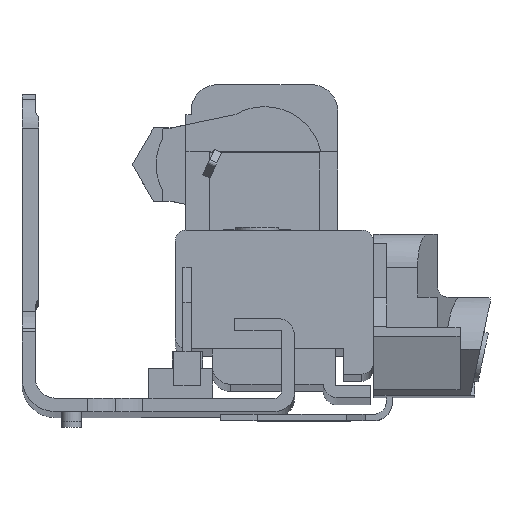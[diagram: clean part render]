
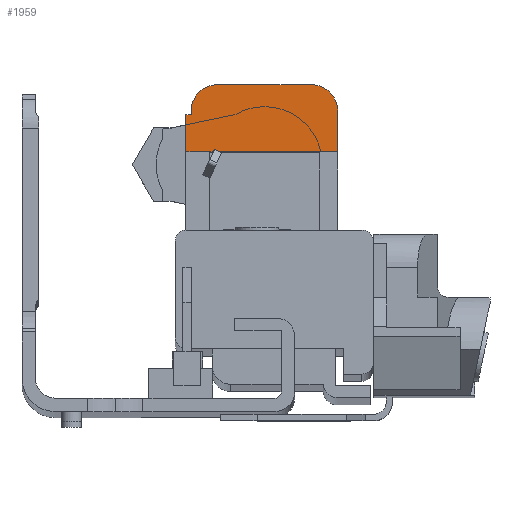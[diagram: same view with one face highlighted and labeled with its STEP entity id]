
A CAD part, top view. The second image highlights one B-rep face of the part: STEP entity #1959.
In plain terms, the highlighted planar face has unit normal (0, 0, 1).
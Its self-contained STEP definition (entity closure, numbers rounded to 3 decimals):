
#66 = DIRECTION ( 'NONE',  ( 1., 0., 0. ) ) ;
#177 = DIRECTION ( 'NONE',  ( 0., 1., 0. ) ) ;
#268 = LINE ( 'NONE', #8691, #11009 ) ;
#557 = LINE ( 'NONE', #7406, #8640 ) ;
#1209 = ORIENTED_EDGE ( 'NONE', *, *, #8548, .T. ) ;
#1699 = CARTESIAN_POINT ( 'NONE',  ( 29.355, 9.54, -607.815 ) ) ;
#1912 = VERTEX_POINT ( 'NONE', #7360 ) ;
#1942 = EDGE_CURVE ( 'NONE', #9734, #8464, #4794, .T. ) ;
#1959 = ADVANCED_FACE ( 'NONE', ( #3189 ), #3082, .F. ) ;
#2028 = CARTESIAN_POINT ( 'NONE',  ( 29.355, 13.54, -607.815 ) ) ;
#2446 = ORIENTED_EDGE ( 'NONE', *, *, #8571, .T. ) ;
#2813 = AXIS2_PLACEMENT_3D ( 'NONE', #3999, #8318, #8261 ) ;
#3082 = PLANE ( 'NONE',  #9684 ) ;
#3156 = ORIENTED_EDGE ( 'NONE', *, *, #1942, .T. ) ;
#3189 = FACE_OUTER_BOUND ( 'NONE', #8939, .T. ) ;
#3476 = VECTOR ( 'NONE', #3722, 1000. ) ;
#3563 = VECTOR ( 'NONE', #8985, 1000. ) ;
#3679 = VERTEX_POINT ( 'NONE', #4320 ) ;
#3722 = DIRECTION ( 'NONE',  ( -1., 0., 0. ) ) ;
#3778 = LINE ( 'NONE', #8933, #3476 ) ;
#3890 = CARTESIAN_POINT ( 'NONE',  ( 43.355, 9.54, -607.815 ) ) ;
#3999 = CARTESIAN_POINT ( 'NONE',  ( 43.355, 9.54, -607.815 ) ) ;
#4228 = CIRCLE ( 'NONE', #5314, 4. ) ;
#4320 = CARTESIAN_POINT ( 'NONE',  ( 24.58, 9.02, -607.815 ) ) ;
#4740 = EDGE_CURVE ( 'NONE', #8464, #7531, #4228, .T. ) ;
#4794 = LINE ( 'NONE', #5579, #3563 ) ;
#5086 = CARTESIAN_POINT ( 'NONE',  ( 47.355, 3.435, -607.815 ) ) ;
#5314 = AXIS2_PLACEMENT_3D ( 'NONE', #1699, #8553, #66 ) ;
#5448 = DIRECTION ( 'NONE',  ( 0., -1., 0. ) ) ;
#5579 = CARTESIAN_POINT ( 'NONE',  ( 43.355, 13.54, -607.815 ) ) ;
#5795 = DIRECTION ( 'NONE',  ( 0., 0., -1. ) ) ;
#6472 = DIRECTION ( 'NONE',  ( 1., 0., 0. ) ) ;
#6669 = EDGE_CURVE ( 'NONE', #3679, #10472, #268, .T. ) ;
#7360 = CARTESIAN_POINT ( 'NONE',  ( 47.355, 9.54, -607.815 ) ) ;
#7406 = CARTESIAN_POINT ( 'NONE',  ( 65.685, 3.435, -607.815 ) ) ;
#7531 = VERTEX_POINT ( 'NONE', #9247 ) ;
#8040 = CIRCLE ( 'NONE', #2813, 4. ) ;
#8210 = VECTOR ( 'NONE', #177, 1000. ) ;
#8261 = DIRECTION ( 'NONE',  ( 1., 0., 0. ) ) ;
#8318 = DIRECTION ( 'NONE',  ( 0., 0., 1. ) ) ;
#8401 = ORIENTED_EDGE ( 'NONE', *, *, #6669, .T. ) ;
#8464 = VERTEX_POINT ( 'NONE', #2028 ) ;
#8548 = EDGE_CURVE ( 'NONE', #9853, #1912, #9709, .T. ) ;
#8553 = DIRECTION ( 'NONE',  ( 0., 0., 1. ) ) ;
#8571 = EDGE_CURVE ( 'NONE', #1912, #9734, #8040, .T. ) ;
#8640 = VECTOR ( 'NONE', #10810, 1000. ) ;
#8691 = CARTESIAN_POINT ( 'NONE',  ( 24.58, 3.435, -607.815 ) ) ;
#8880 = CARTESIAN_POINT ( 'NONE',  ( 47.355, -9.36, -607.815 ) ) ;
#8933 = CARTESIAN_POINT ( 'NONE',  ( 65.685, 9.02, -607.815 ) ) ;
#8939 = EDGE_LOOP ( 'NONE', ( #1209, #2446, #3156, #9062, #11008, #8401, #10766 ) ) ;
#8985 = DIRECTION ( 'NONE',  ( -1., 0., 0. ) ) ;
#9062 = ORIENTED_EDGE ( 'NONE', *, *, #4740, .T. ) ;
#9228 = CARTESIAN_POINT ( 'NONE',  ( 24.58, 3.435, -607.815 ) ) ;
#9247 = CARTESIAN_POINT ( 'NONE',  ( 25.389, 9.02, -607.815 ) ) ;
#9684 = AXIS2_PLACEMENT_3D ( 'NONE', #3890, #5795, #6472 ) ;
#9709 = LINE ( 'NONE', #8880, #8210 ) ;
#9734 = VERTEX_POINT ( 'NONE', #11001 ) ;
#9853 = VERTEX_POINT ( 'NONE', #5086 ) ;
#9949 = EDGE_CURVE ( 'NONE', #7531, #3679, #3778, .T. ) ;
#10472 = VERTEX_POINT ( 'NONE', #9228 ) ;
#10766 = ORIENTED_EDGE ( 'NONE', *, *, #10814, .F. ) ;
#10810 = DIRECTION ( 'NONE',  ( -1., 0., 0. ) ) ;
#10814 = EDGE_CURVE ( 'NONE', #9853, #10472, #557, .T. ) ;
#11001 = CARTESIAN_POINT ( 'NONE',  ( 43.355, 13.54, -607.815 ) ) ;
#11008 = ORIENTED_EDGE ( 'NONE', *, *, #9949, .T. ) ;
#11009 = VECTOR ( 'NONE', #5448, 1000. ) ;
